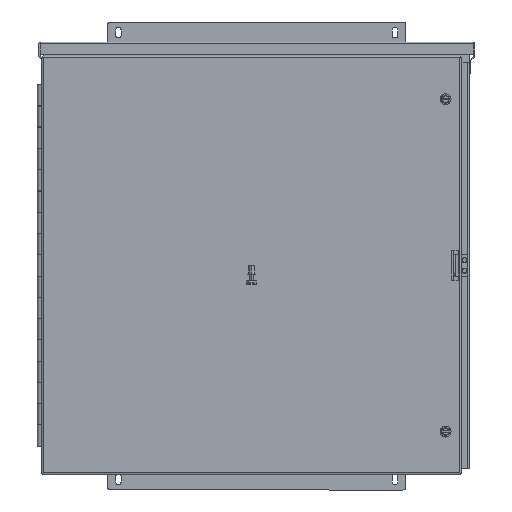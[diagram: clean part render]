
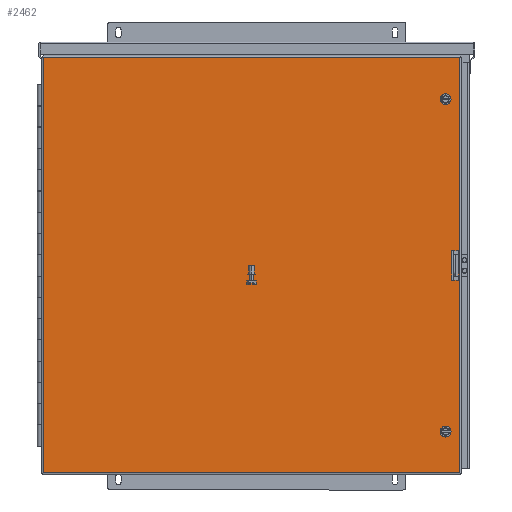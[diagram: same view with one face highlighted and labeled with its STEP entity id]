
A CAD part, front view. The second image highlights one B-rep face of the part: STEP entity #2462.
In plain terms, the highlighted planar face has unit normal (0, -1, 0).
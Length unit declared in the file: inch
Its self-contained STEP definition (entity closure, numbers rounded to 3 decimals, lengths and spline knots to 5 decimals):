
#24 = DIRECTION ( 'NONE',  ( 0., 1., 0. ) ) ;
#134 = CARTESIAN_POINT ( 'NONE',  ( 9.16175, -8.157, -10.1995 ) ) ;
#175 = EDGE_CURVE ( 'NONE', #8413, #17341, #1870, .T. ) ;
#204 = ORIENTED_EDGE ( 'NONE', *, *, #4813, .T. ) ;
#480 = DIRECTION ( 'NONE',  ( 1., 0., 0. ) ) ;
#860 = EDGE_CURVE ( 'NONE', #4865, #1067, #6317, .T. ) ;
#965 = CARTESIAN_POINT ( 'NONE',  ( -10.033, -8.157, -10.1995 ) ) ;
#1057 = EDGE_CURVE ( 'NONE', #17341, #18420, #5123, .T. ) ;
#1067 = VERTEX_POINT ( 'NONE', #7147 ) ;
#1090 = LINE ( 'NONE', #17254, #4853 ) ;
#1715 = EDGE_CURVE ( 'NONE', #26031, #22194, #17181, .T. ) ;
#1870 = LINE ( 'NONE', #17906, #8742 ) ;
#2050 = CARTESIAN_POINT ( 'NONE',  ( 9.545, -8.157, -10.1995 ) ) ;
#2221 = DIRECTION ( 'NONE',  ( 1., 0., 0. ) ) ;
#2269 = CARTESIAN_POINT ( 'NONE',  ( 9.16175, -8.157, -1.1305 ) ) ;
#2462 = ADVANCED_FACE ( 'NONE', ( #26034, #3652, #15771, #24026 ), #22000, .T. ) ;
#2478 = ORIENTED_EDGE ( 'NONE', *, *, #1057, .T. ) ;
#2568 = DIRECTION ( 'NONE',  ( -1., 0., 0. ) ) ;
#2800 = DIRECTION ( 'NONE',  ( 0., 1., 0. ) ) ;
#3541 = LINE ( 'NONE', #11612, #23876 ) ;
#3652 = FACE_BOUND ( 'NONE', #25326, .T. ) ;
#3778 = DIRECTION ( 'NONE',  ( 1., 0., 0. ) ) ;
#3804 = EDGE_CURVE ( 'NONE', #5273, #8366, #22123, .T. ) ;
#4097 = ORIENTED_EDGE ( 'NONE', *, *, #1715, .T. ) ;
#4372 = AXIS2_PLACEMENT_3D ( 'NONE', #22151, #24, #22541 ) ;
#4625 = EDGE_CURVE ( 'NONE', #1067, #15645, #3541, .T. ) ;
#4727 = DIRECTION ( 'NONE',  ( 0., 0., -1. ) ) ;
#4805 = CIRCLE ( 'NONE', #4372, 0.133 ) ;
#4813 = EDGE_CURVE ( 'NONE', #15645, #5863, #8329, .T. ) ;
#4853 = VECTOR ( 'NONE', #2568, 39.37008 ) ;
#4865 = VERTEX_POINT ( 'NONE', #2269 ) ;
#4871 = ORIENTED_EDGE ( 'NONE', *, *, #6244, .T. ) ;
#5123 = LINE ( 'NONE', #965, #16285 ) ;
#5243 = DIRECTION ( 'NONE',  ( 0., 1., 0. ) ) ;
#5273 = VERTEX_POINT ( 'NONE', #18689 ) ;
#5863 = VERTEX_POINT ( 'NONE', #19711 ) ;
#6244 = EDGE_CURVE ( 'NONE', #5863, #4865, #1090, .T. ) ;
#6317 = LINE ( 'NONE', #134, #20590 ) ;
#6333 = CARTESIAN_POINT ( 'NONE',  ( -10.033, -8.157, -10.1995 ) ) ;
#6863 = DIRECTION ( 'NONE',  ( 1., 0., 0. ) ) ;
#7147 = CARTESIAN_POINT ( 'NONE',  ( 9.16175, -8.157, 0.2445 ) ) ;
#8164 = AXIS2_PLACEMENT_3D ( 'NONE', #22263, #13889, #3778 ) ;
#8329 = LINE ( 'NONE', #12235, #14845 ) ;
#8366 = VERTEX_POINT ( 'NONE', #9180 ) ;
#8413 = VERTEX_POINT ( 'NONE', #11205 ) ;
#8742 = VECTOR ( 'NONE', #12229, 39.37008 ) ;
#8808 = CARTESIAN_POINT ( 'NONE',  ( 8.881, -8.157, 7.3695 ) ) ;
#8811 = DIRECTION ( 'NONE',  ( 0., 0., 1. ) ) ;
#9180 = CARTESIAN_POINT ( 'NONE',  ( 9.014, -8.157, -8.2555 ) ) ;
#9456 = DIRECTION ( 'NONE',  ( 1., 0., 0. ) ) ;
#9748 = EDGE_CURVE ( 'NONE', #22194, #26031, #13029, .T. ) ;
#10238 = CARTESIAN_POINT ( 'NONE',  ( 8.881, -8.157, 7.3695 ) ) ;
#10923 = EDGE_LOOP ( 'NONE', ( #25255, #2478, #14307, #11917 ) ) ;
#11205 = CARTESIAN_POINT ( 'NONE',  ( 9.545, -8.157, 9.3135 ) ) ;
#11612 = CARTESIAN_POINT ( 'NONE',  ( 9.545, -8.157, 0.2445 ) ) ;
#11714 = CARTESIAN_POINT ( 'NONE',  ( 8.748, -8.157, 7.3695 ) ) ;
#11917 = ORIENTED_EDGE ( 'NONE', *, *, #17839, .T. ) ;
#12229 = DIRECTION ( 'NONE',  ( -1., 0., 0. ) ) ;
#12235 = CARTESIAN_POINT ( 'NONE',  ( 9.47425, -8.157, -10.1995 ) ) ;
#12445 = LINE ( 'NONE', #20696, #14086 ) ;
#13029 = CIRCLE ( 'NONE', #16491, 0.133 ) ;
#13889 = DIRECTION ( 'NONE',  ( 0., -1., 0. ) ) ;
#14086 = VECTOR ( 'NONE', #2221, 39.37008 ) ;
#14307 = ORIENTED_EDGE ( 'NONE', *, *, #22261, .T. ) ;
#14568 = EDGE_LOOP ( 'NONE', ( #24319, #20589 ) ) ;
#14845 = VECTOR ( 'NONE', #22638, 39.37008 ) ;
#15645 = VERTEX_POINT ( 'NONE', #15855 ) ;
#15771 = FACE_BOUND ( 'NONE', #16736, .T. ) ;
#15855 = CARTESIAN_POINT ( 'NONE',  ( 9.47425, -8.157, 0.2445 ) ) ;
#16285 = VECTOR ( 'NONE', #4727, 39.37008 ) ;
#16491 = AXIS2_PLACEMENT_3D ( 'NONE', #10238, #2800, #20777 ) ;
#16735 = AXIS2_PLACEMENT_3D ( 'NONE', #8808, #16775, #480 ) ;
#16736 = EDGE_LOOP ( 'NONE', ( #204, #4871, #23793, #19932 ) ) ;
#16775 = DIRECTION ( 'NONE',  ( 0., 1., 0. ) ) ;
#16918 = CARTESIAN_POINT ( 'NONE',  ( 9.545, -8.157, -10.1995 ) ) ;
#17181 = CIRCLE ( 'NONE', #16735, 0.133 ) ;
#17254 = CARTESIAN_POINT ( 'NONE',  ( 9.545, -8.157, -1.1305 ) ) ;
#17341 = VERTEX_POINT ( 'NONE', #22532 ) ;
#17839 = EDGE_CURVE ( 'NONE', #22693, #8413, #20967, .T. ) ;
#17906 = CARTESIAN_POINT ( 'NONE',  ( 9.545, -8.157, 9.3135 ) ) ;
#18420 = VERTEX_POINT ( 'NONE', #6333 ) ;
#18495 = ORIENTED_EDGE ( 'NONE', *, *, #9748, .T. ) ;
#18689 = CARTESIAN_POINT ( 'NONE',  ( 8.748, -8.157, -8.2555 ) ) ;
#19548 = CARTESIAN_POINT ( 'NONE',  ( 8.881, -8.157, -8.2555 ) ) ;
#19711 = CARTESIAN_POINT ( 'NONE',  ( 9.47425, -8.157, -1.1305 ) ) ;
#19932 = ORIENTED_EDGE ( 'NONE', *, *, #4625, .T. ) ;
#20380 = AXIS2_PLACEMENT_3D ( 'NONE', #19548, #5243, #6863 ) ;
#20589 = ORIENTED_EDGE ( 'NONE', *, *, #3804, .T. ) ;
#20590 = VECTOR ( 'NONE', #22921, 39.37008 ) ;
#20696 = CARTESIAN_POINT ( 'NONE',  ( 9.545, -8.157, -10.1995 ) ) ;
#20777 = DIRECTION ( 'NONE',  ( 1., 0., 0. ) ) ;
#20967 = LINE ( 'NONE', #16918, #21023 ) ;
#21023 = VECTOR ( 'NONE', #8811, 39.37008 ) ;
#22000 = PLANE ( 'NONE',  #8164 ) ;
#22123 = CIRCLE ( 'NONE', #20380, 0.133 ) ;
#22151 = CARTESIAN_POINT ( 'NONE',  ( 8.881, -8.157, -8.2555 ) ) ;
#22194 = VERTEX_POINT ( 'NONE', #22197 ) ;
#22197 = CARTESIAN_POINT ( 'NONE',  ( 9.014, -8.157, 7.3695 ) ) ;
#22261 = EDGE_CURVE ( 'NONE', #18420, #22693, #12445, .T. ) ;
#22263 = CARTESIAN_POINT ( 'NONE',  ( 9.545, -8.157, -10.1995 ) ) ;
#22532 = CARTESIAN_POINT ( 'NONE',  ( -10.033, -8.157, 9.3135 ) ) ;
#22541 = DIRECTION ( 'NONE',  ( 1., 0., 0. ) ) ;
#22638 = DIRECTION ( 'NONE',  ( 0., 0., -1. ) ) ;
#22693 = VERTEX_POINT ( 'NONE', #2050 ) ;
#22921 = DIRECTION ( 'NONE',  ( 0., 0., 1. ) ) ;
#23454 = EDGE_CURVE ( 'NONE', #8366, #5273, #4805, .T. ) ;
#23793 = ORIENTED_EDGE ( 'NONE', *, *, #860, .T. ) ;
#23876 = VECTOR ( 'NONE', #9456, 39.37008 ) ;
#24026 = FACE_BOUND ( 'NONE', #14568, .T. ) ;
#24319 = ORIENTED_EDGE ( 'NONE', *, *, #23454, .T. ) ;
#25255 = ORIENTED_EDGE ( 'NONE', *, *, #175, .T. ) ;
#25326 = EDGE_LOOP ( 'NONE', ( #18495, #4097 ) ) ;
#26031 = VERTEX_POINT ( 'NONE', #11714 ) ;
#26034 = FACE_OUTER_BOUND ( 'NONE', #10923, .T. ) ;
